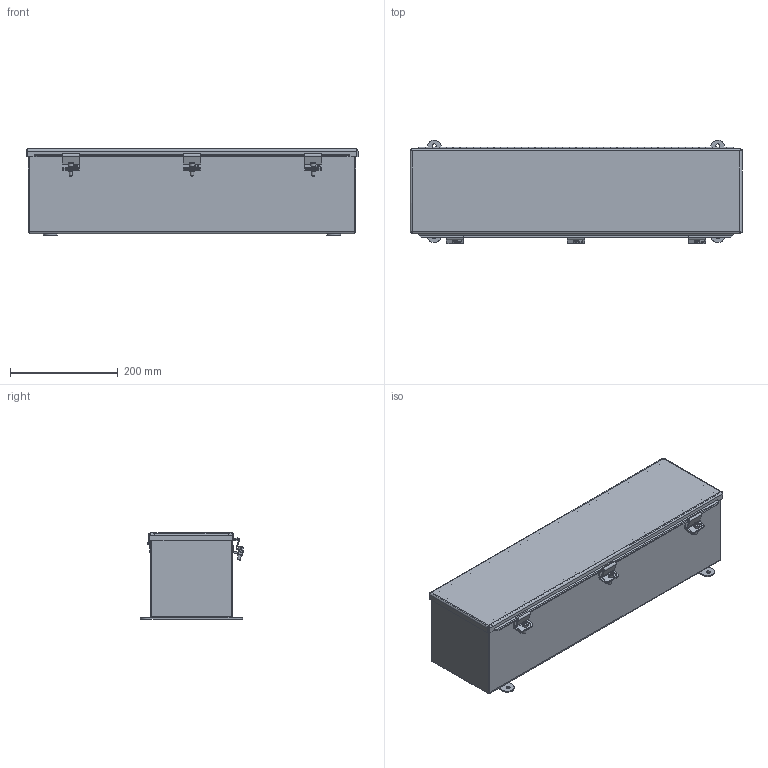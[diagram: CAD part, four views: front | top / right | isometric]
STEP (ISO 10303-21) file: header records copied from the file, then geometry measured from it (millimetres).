
FILE_DESCRIPTION (( 'STEP AP214' ), '1' );
FILE_NAME ('T6624CHSS.STEP', '2020-05-14T14:43:29', ( '' ), ( '' ), 'SwSTEP 2.0', 'SolidWorks 2019', '' );
FILE_SCHEMA (( 'AUTOMOTIVE_DESIGN' ));
Length unit declared in the file: inch
Products named in the file (1): T6624CHSS
Bounding box: 617.54 x 193 x 160.57 mm (x, y, z)
Volume: 1003217.2 mm3; surface area: 1050320.6 mm2
Topology: 19 solids, 19 shells, 591 faces, 1566 edges, 1026 vertices
Faces by surface type: plane 355, cylinder 197, bspline 32, torus 4, cone 3
Full cylindrical faces by diameter (mm): 2.54 x1, 2.794 x12, 2.957 x46, 4.978 x3, 6.35 x3, 7.144 x4, 8.738 x3, 10.402 x3
Entity records: 27239 total; most frequent: CARTESIAN_POINT 4798, ORIENTED_EDGE 2920, DIRECTION 2888, EDGE_CURVE 1460, VERTEX_POINT 1014, VECTOR 988, LINE 988, AXIS2_PLACEMENT_3D 950
